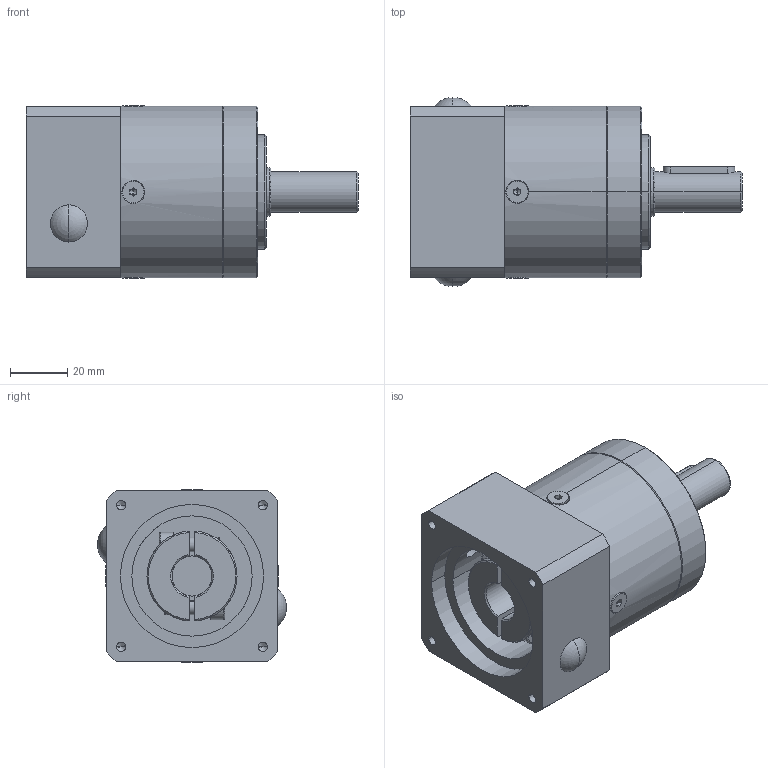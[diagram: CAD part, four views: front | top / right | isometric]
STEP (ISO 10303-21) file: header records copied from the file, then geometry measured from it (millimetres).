
FILE_DESCRIPTION (( 'STEP AP203' ), '1' );
FILE_NAME ('PL60L1-50-14-30-M4-70.STEP', '2022-12-07T00:17:16', ( 'PC' ), ( 'Microsoft' ), 'SwSTEP 2.0', 'SolidWorks 2016', '' );
FILE_SCHEMA (( 'CONFIG_CONTROL_DESIGN' ));
Length unit declared in the file: millimetre
Products named in the file (8): PF60薊粣ん-俋倛14; PL60L1-50-14-30-M4-70; hexagon socket head cap screws gb_GB_FASTENER_SCREWS_HSHCS M5X16-N; PF60黑裔9; hexagon socket countersunk head screws gb_GB_FASTENER_SCREWS_HSCHS M4X8-N; PF60一级内齿圈-外形; PL60埴怀堤傷裔-俋倛; PF60输入端盖-外形50-M4-70
Assembly tree (12 placements, depth 2):
  PL60L1-50-14-30-M4-70
    PF60一级内齿圈-外形
    PL60埴怀堤傷裔-俋倛
    PF60输入端盖-外形50-M4-70
    PF60薊粣ん-俋倛14
    hexagon socket head cap screws gb_GB_FASTENER_SCREWS_HSHCS M5X16-N  x2
    PF60黑裔9  x2
    hexagon socket countersunk head screws gb_GB_FASTENER_SCREWS_HSCHS M4X8-N  x4
Bounding box: 116 x 66 x 60.36 mm (x, y, z)
Volume: 162674.2 mm3; surface area: 51716.2 mm2
Topology: 12 solids, 12 shells, 380 faces, 906 edges, 543 vertices
Faces by surface type: plane 144, cylinder 125, cone 79, torus 32
Entity records: 9083 total; most frequent: CARTESIAN_POINT 2154, DIRECTION 1331, ORIENTED_EDGE 1176, EDGE_CURVE 588, AXIS2_PLACEMENT_3D 533, VERTEX_POINT 370, EDGE_LOOP 296, CIRCLE 266
